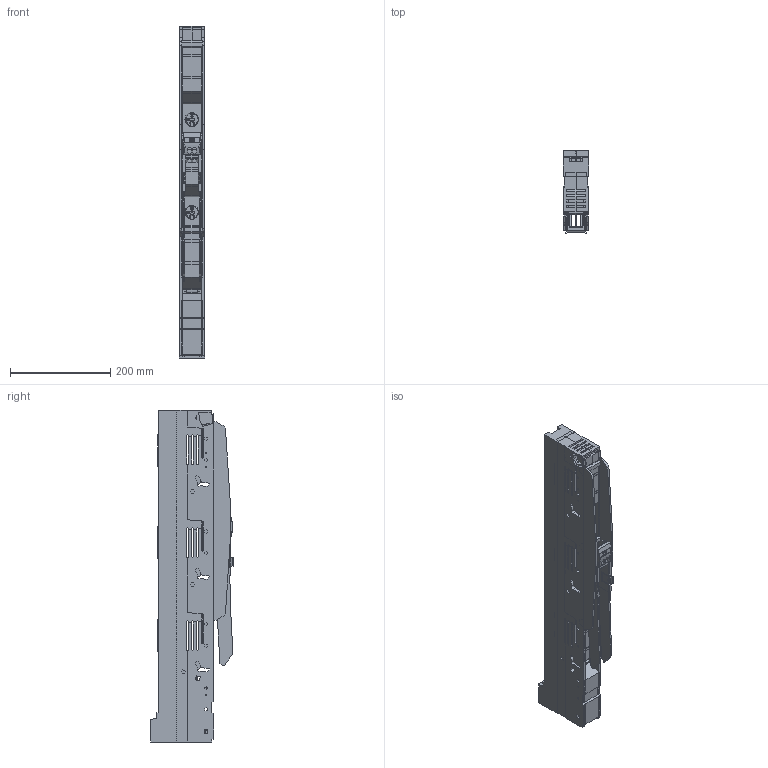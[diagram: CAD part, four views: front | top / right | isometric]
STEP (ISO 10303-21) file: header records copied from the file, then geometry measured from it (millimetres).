
FILE_DESCRIPTION((''),'2;1');
FILE_NAME('SL00_3X3_185_KU00_ASM','2021-04-15T',('marketing.praksa'),('Audax d.o.o.'),'CREO PARAMETRIC BY PTC INC, 2017480','CREO PARAMETRIC BY PTC INC, 2017480','');
FILE_SCHEMA(('AUTOMOTIVE_DESIGN { 1 0 10303 214 1 1 1 1 }'));
Products named in the file (26): BREP_WITH_VOIDS_2; 158504_02_L_SAMMELSCHIENENKON_3; 158504_03_L_SAMMELSCHIENENKON_3; 804682_L_NH_LEISTENUNTERTEIL__3_ASM; 33950_L03_FUEHRUNG_1_1_1; 33978_L03_VERBINDUNGSSTANGE_1_2; 33979_L03_GRIFF_1_1_1; 33960_L03_ANSCHLUSSRAUMKLAPPE_3; 33941_L03_LEISTENDECKEL_SL00__3; PRT0121_1_1_2_1_1; PRT0121_1_1_2_2_1; PRT0121_1_1_2_3_1; PRT0121_1_1_2_ASM_1_ASM; 33959_98_SEITENWAND_LINKS_ABG_3; 804684_L04_LEISTENOBERTEIL_KP_2_ASM; WHITE-BASE-RIGHT_1_1_1; WL-LOGO_1; 804682_01_L_NH-LEISTENUNTERTEIL; BREP_WITH_VOIDS-22; BREP_WITH_VOIDS-2455; BREP_WITH_VOIDS-4885; ASM0094_ASM_1_ASM; 804684_L04_LEISTENOBERTEI-75615; 804684_L04_LEISTENOBERTEI-79211; ASM8782_ASM; SL00_3X3_185_KU00_ASM
Assembly tree (29 placements, depth 6):
  SL00_3X3_185_KU00_ASM
    ASM8782_ASM
      ASM0094_ASM_1_ASM
        804682_L_NH_LEISTENUNTERTEIL__3_ASM
          BREP_WITH_VOIDS_2
          158504_02_L_SAMMELSCHIENENKON_3  x2
          158504_03_L_SAMMELSCHIENENKON_3
        804684_L04_LEISTENOBERTEIL_KP_2_ASM
          33950_L03_FUEHRUNG_1_1_1
          33978_L03_VERBINDUNGSSTANGE_1_2  x2
          33979_L03_GRIFF_1_1_1
          33960_L03_ANSCHLUSSRAUMKLAPPE_3
          33941_L03_LEISTENDECKEL_SL00__3  x3
          PRT0121_1_1_2_ASM_1_ASM
            PRT0121_1_1_2_1_1
            PRT0121_1_1_2_2_1
            PRT0121_1_1_2_3_1
          33959_98_SEITENWAND_LINKS_ABG_3
        WHITE-BASE-RIGHT_1_1_1
        WL-LOGO_1
        804682_01_L_NH-LEISTENUNTERTEIL
        BREP_WITH_VOIDS-22
        BREP_WITH_VOIDS-2455
        BREP_WITH_VOIDS-4885
      804684_L04_LEISTENOBERTEI-75615
      804684_L04_LEISTENOBERTEI-79211
Bounding box: 50 x 164.76 x 662 mm (x, y, z)
Volume: 1254643.8 mm3
Topology: 24 solids, 36 shells, 2525 faces, 7148 edges, 4650 vertices
Faces by surface type: plane 1540, cylinder 665, cone 187, bspline 85, sphere 30, torus 16, extrusion 2
Entity records: 121081 total; most frequent: CARTESIAN_POINT 20717, ORIENTED_EDGE 13364, DIRECTION 12203, PRESENTATION_STYLE_ASSIGNMENT 9116, STYLED_ITEM 9116, CURVE_STYLE 6702, EDGE_CURVE 6700, VECTOR 4637
